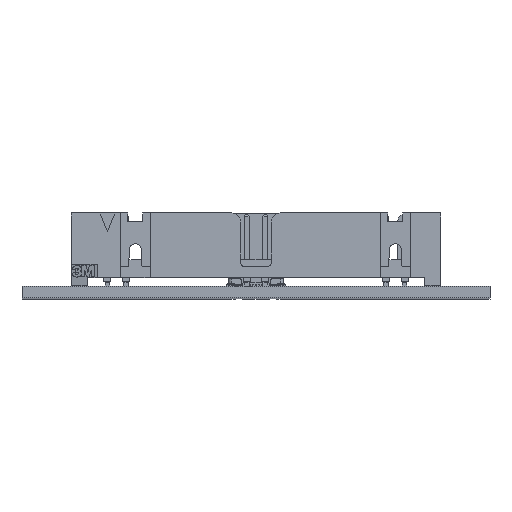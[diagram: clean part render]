
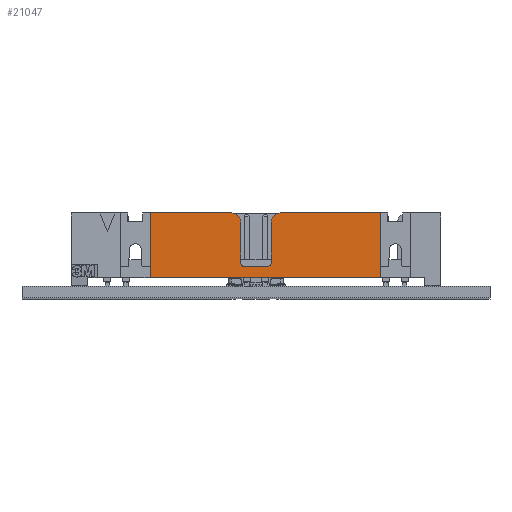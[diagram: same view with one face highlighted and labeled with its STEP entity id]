
A CAD part, top view. The second image highlights one B-rep face of the part: STEP entity #21047.
In plain terms, the highlighted planar face has unit normal (0, 0, 1).
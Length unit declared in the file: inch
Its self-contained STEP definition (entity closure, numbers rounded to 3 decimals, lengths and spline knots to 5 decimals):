
#5832=DIRECTION('',(-1.,0.,0.));
#5833=VECTOR('',#5832,0.4375);
#5834=CARTESIAN_POINT('',(-0.1325,0.462,-1.2225));
#5835=LINE('',#5834,#5833);
#5836=CARTESIAN_POINT('',(-0.1325,0.412,-1.2225));
#5837=DIRECTION('',(0.,0.,1.));
#5838=DIRECTION('',(1.,0.,0.));
#5839=AXIS2_PLACEMENT_3D('',#5836,#5837,#5838);
#5841=DIRECTION('',(0.,1.,0.));
#5842=VECTOR('',#5841,0.215);
#5843=CARTESIAN_POINT('',(-0.0825,0.197,-1.2225));
#5844=LINE('',#5843,#5842);
#5845=CARTESIAN_POINT('',(-0.0575,0.197,-1.2225));
#5846=DIRECTION('',(0.,0.,-1.));
#5847=DIRECTION('',(0.,-1.,0.));
#5848=AXIS2_PLACEMENT_3D('',#5845,#5846,#5847);
#5850=DIRECTION('',(-1.,0.,0.));
#5851=VECTOR('',#5850,0.115);
#5852=CARTESIAN_POINT('',(0.0575,0.172,-1.2225));
#5853=LINE('',#5852,#5851);
#5854=CARTESIAN_POINT('',(0.0575,0.197,-1.2225));
#5855=DIRECTION('',(0.,0.,-1.));
#5856=DIRECTION('',(1.,0.,0.));
#5857=AXIS2_PLACEMENT_3D('',#5854,#5855,#5856);
#5859=CARTESIAN_POINT('',(0.1325,0.412,-1.2225));
#5860=DIRECTION('',(0.,0.,1.));
#5861=DIRECTION('',(0.,1.,0.));
#5862=AXIS2_PLACEMENT_3D('',#5859,#5860,#5861);
#5864=DIRECTION('',(-1.,0.,0.));
#5865=VECTOR('',#5864,0.5375);
#5866=CARTESIAN_POINT('',(0.67,0.462,-1.2225));
#5867=LINE('',#5866,#5865);
#5868=DIRECTION('',(0.,1.,0.));
#5869=VECTOR('',#5868,0.347);
#5870=CARTESIAN_POINT('',(0.67,0.115,-1.2225));
#5871=LINE('',#5870,#5869);
#5872=DIRECTION('',(1.,0.,0.));
#5873=VECTOR('',#5872,1.24);
#5874=CARTESIAN_POINT('',(-0.57,0.115,-1.2225));
#5875=LINE('',#5874,#5873);
#5876=DIRECTION('',(0.,1.,0.));
#5877=VECTOR('',#5876,0.347);
#5878=CARTESIAN_POINT('',(-0.57,0.115,-1.2225));
#5879=LINE('',#5878,#5877);
#6352=DIRECTION('',(0.,1.,0.));
#6353=VECTOR('',#6352,0.215);
#6354=CARTESIAN_POINT('',(0.0825,0.197,-1.2225));
#6355=LINE('',#6354,#6353);
#12410=CARTESIAN_POINT('',(0.67,0.115,-1.2225));
#12411=VERTEX_POINT('',#12410);
#12412=CARTESIAN_POINT('',(-0.57,0.115,-1.2225));
#12413=VERTEX_POINT('',#12412);
#12681=CARTESIAN_POINT('',(-0.0825,0.412,-1.2225));
#12682=CARTESIAN_POINT('',(-0.1325,0.462,-1.2225));
#12683=VERTEX_POINT('',#12681);
#12684=VERTEX_POINT('',#12682);
#12705=CARTESIAN_POINT('',(-0.57,0.462,-1.2225));
#12706=VERTEX_POINT('',#12705);
#12775=CARTESIAN_POINT('',(-0.0825,0.197,-1.2225));
#12776=VERTEX_POINT('',#12775);
#12783=CARTESIAN_POINT('',(0.67,0.462,-1.2225));
#12784=VERTEX_POINT('',#12783);
#12785=CARTESIAN_POINT('',(0.1325,0.462,-1.2225));
#12786=VERTEX_POINT('',#12785);
#12787=CARTESIAN_POINT('',(0.0825,0.412,-1.2225));
#12788=VERTEX_POINT('',#12787);
#12789=CARTESIAN_POINT('',(0.0825,0.197,-1.2225));
#12790=VERTEX_POINT('',#12789);
#12791=CARTESIAN_POINT('',(0.0575,0.172,-1.2225));
#12792=VERTEX_POINT('',#12791);
#12793=CARTESIAN_POINT('',(-0.0575,0.172,-1.2225));
#12794=VERTEX_POINT('',#12793);
#21018=CARTESIAN_POINT('',(0.,0.2885,-1.2225));
#21019=DIRECTION('',(0.,0.,1.));
#21020=DIRECTION('',(1.,0.,0.));
#21021=AXIS2_PLACEMENT_3D('',#21018,#21019,#21020);
#21022=PLANE('',#21021);
#21024=ORIENTED_EDGE('',*,*,#21023,.T.);
#21025=ORIENTED_EDGE('',*,*,#21004,.F.);
#21027=ORIENTED_EDGE('',*,*,#21026,.F.);
#21029=ORIENTED_EDGE('',*,*,#21028,.F.);
#21031=ORIENTED_EDGE('',*,*,#21030,.F.);
#21033=ORIENTED_EDGE('',*,*,#21032,.F.);
#21035=ORIENTED_EDGE('',*,*,#21034,.F.);
#21037=ORIENTED_EDGE('',*,*,#21036,.T.);
#21039=ORIENTED_EDGE('',*,*,#21038,.F.);
#21041=ORIENTED_EDGE('',*,*,#21040,.F.);
#21043=ORIENTED_EDGE('',*,*,#21042,.F.);
#21044=ORIENTED_EDGE('',*,*,#19986,.F.);
#21045=EDGE_LOOP('',(#21024,#21025,#21027,#21029,#21031,#21033,#21035,#21037,
#21039,#21041,#21043,#21044));
#21046=FACE_OUTER_BOUND('',#21045,.F.);
#21047=ADVANCED_FACE('',(#21046),#21022,.T.);
#5840=CIRCLE('',#5839,0.05);
#5849=CIRCLE('',#5848,0.025);
#5858=CIRCLE('',#5857,0.025);
#5863=CIRCLE('',#5862,0.05);
#19986=EDGE_CURVE('',#12413,#12411,#5875,.T.);
#21004=EDGE_CURVE('',#12684,#12706,#5835,.T.);
#21023=EDGE_CURVE('',#12413,#12706,#5879,.T.);
#21026=EDGE_CURVE('',#12683,#12684,#5840,.T.);
#21028=EDGE_CURVE('',#12776,#12683,#5844,.T.);
#21030=EDGE_CURVE('',#12794,#12776,#5849,.T.);
#21032=EDGE_CURVE('',#12792,#12794,#5853,.T.);
#21034=EDGE_CURVE('',#12790,#12792,#5858,.T.);
#21036=EDGE_CURVE('',#12790,#12788,#6355,.T.);
#21038=EDGE_CURVE('',#12786,#12788,#5863,.T.);
#21040=EDGE_CURVE('',#12784,#12786,#5867,.T.);
#21042=EDGE_CURVE('',#12411,#12784,#5871,.T.);
